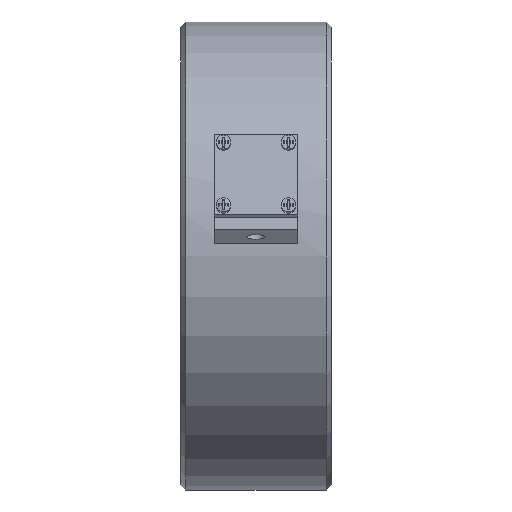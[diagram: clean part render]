
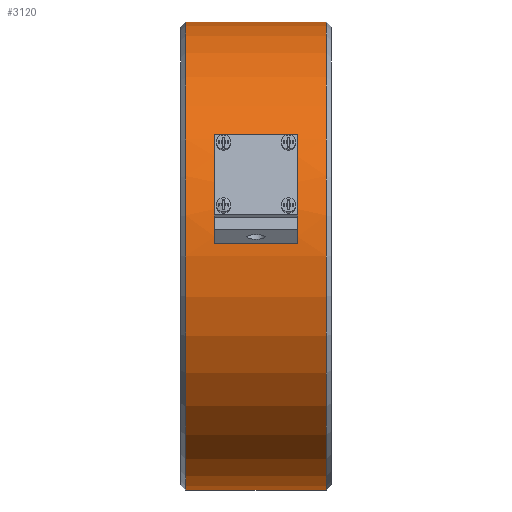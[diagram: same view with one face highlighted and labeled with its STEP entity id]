
A CAD part, left-side view. The second image highlights one B-rep face of the part: STEP entity #3120.
In plain terms, the highlighted cylindrical face has radius 90 mm (diameter 180 mm), a full revolution.
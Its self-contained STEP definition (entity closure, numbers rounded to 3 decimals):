
#99=FACE_BOUND('',#438,.T.);
#275=FACE_OUTER_BOUND('',#437,.T.);
#437=EDGE_LOOP('',(#2514,#2515,#2516,#2517,#2518,#2519));
#438=EDGE_LOOP('',(#2520,#2521,#2522,#2523));
#637=LINE('',#5275,#853);
#638=LINE('',#5280,#854);
#639=LINE('',#5283,#855);
#853=VECTOR('',#4310,90.);
#854=VECTOR('',#4313,1000.);
#855=VECTOR('',#4316,1000.);
#1234=CIRCLE('',#3520,90.);
#1235=CIRCLE('',#3521,90.);
#1238=CIRCLE('',#3525,90.);
#1239=CIRCLE('',#3526,90.);
#1240=CIRCLE('',#3527,90.);
#1241=CIRCLE('',#3528,90.);
#1476=VERTEX_POINT('',#5261);
#1477=VERTEX_POINT('',#5262);
#1480=VERTEX_POINT('',#5271);
#1481=VERTEX_POINT('',#5272);
#1482=VERTEX_POINT('',#5276);
#1483=VERTEX_POINT('',#5277);
#1484=VERTEX_POINT('',#5279);
#1485=VERTEX_POINT('',#5281);
#1886=EDGE_CURVE('',#1476,#1477,#1234,.T.);
#1887=EDGE_CURVE('',#1477,#1476,#1235,.T.);
#1891=EDGE_CURVE('',#1480,#1481,#1238,.T.);
#1892=EDGE_CURVE('',#1481,#1480,#1239,.T.);
#1893=EDGE_CURVE('',#1481,#1477,#637,.T.);
#1894=EDGE_CURVE('',#1482,#1483,#1240,.T.);
#1895=EDGE_CURVE('',#1483,#1484,#638,.T.);
#1896=EDGE_CURVE('',#1485,#1484,#1241,.T.);
#1897=EDGE_CURVE('',#1482,#1485,#639,.T.);
#2514=ORIENTED_EDGE('',*,*,#1891,.F.);
#2515=ORIENTED_EDGE('',*,*,#1892,.F.);
#2516=ORIENTED_EDGE('',*,*,#1893,.T.);
#2517=ORIENTED_EDGE('',*,*,#1887,.T.);
#2518=ORIENTED_EDGE('',*,*,#1886,.T.);
#2519=ORIENTED_EDGE('',*,*,#1893,.F.);
#2520=ORIENTED_EDGE('',*,*,#1894,.T.);
#2521=ORIENTED_EDGE('',*,*,#1895,.T.);
#2522=ORIENTED_EDGE('',*,*,#1896,.F.);
#2523=ORIENTED_EDGE('',*,*,#1897,.F.);
#3045=CYLINDRICAL_SURFACE('',#3524,90.);
#3120=ADVANCED_FACE('',(#275,#99),#3045,.T.);
#3520=AXIS2_PLACEMENT_3D('',#5263,#4295,#4296);
#3521=AXIS2_PLACEMENT_3D('',#5264,#4297,#4298);
#3524=AXIS2_PLACEMENT_3D('',#5270,#4304,#4305);
#3525=AXIS2_PLACEMENT_3D('',#5273,#4306,#4307);
#3526=AXIS2_PLACEMENT_3D('',#5274,#4308,#4309);
#3527=AXIS2_PLACEMENT_3D('',#5278,#4311,#4312);
#3528=AXIS2_PLACEMENT_3D('',#5282,#4314,#4315);
#4295=DIRECTION('center_axis',(0.,-1.,0.));
#4296=DIRECTION('ref_axis',(0.,0.,-1.));
#4297=DIRECTION('center_axis',(0.,-1.,0.));
#4298=DIRECTION('ref_axis',(0.,0.,-1.));
#4304=DIRECTION('center_axis',(0.,-1.,0.));
#4305=DIRECTION('ref_axis',(0.,0.,-1.));
#4306=DIRECTION('center_axis',(0.,-1.,0.));
#4307=DIRECTION('ref_axis',(0.,0.,-1.));
#4308=DIRECTION('center_axis',(0.,-1.,0.));
#4309=DIRECTION('ref_axis',(0.,0.,-1.));
#4310=DIRECTION('',(0.,1.,0.));
#4311=DIRECTION('center_axis',(0.,1.,0.));
#4312=DIRECTION('ref_axis',(0.,0.,1.));
#4313=DIRECTION('',(0.,-1.,0.));
#4314=DIRECTION('center_axis',(0.,1.,0.));
#4315=DIRECTION('ref_axis',(0.,0.,1.));
#4316=DIRECTION('',(0.,-1.,0.));
#5261=CARTESIAN_POINT('',(0.,56.,-90.));
#5262=CARTESIAN_POINT('',(0.,56.,90.));
#5263=CARTESIAN_POINT('Origin',(0.,56.,0.));
#5264=CARTESIAN_POINT('Origin',(0.,56.,0.));
#5270=CARTESIAN_POINT('Origin',(0.,1.5,0.));
#5271=CARTESIAN_POINT('',(0.,2.,-90.));
#5272=CARTESIAN_POINT('',(0.,2.,90.));
#5273=CARTESIAN_POINT('Origin',(0.,2.,0.));
#5274=CARTESIAN_POINT('Origin',(0.,2.,0.));
#5275=CARTESIAN_POINT('',(0.,1.5,90.));
#5276=CARTESIAN_POINT('',(-89.69,45.,7.468));
#5277=CARTESIAN_POINT('',(-81.407,45.,38.377));
#5278=CARTESIAN_POINT('Origin',(0.,45.,0.));
#5279=CARTESIAN_POINT('',(-81.407,13.,38.377));
#5280=CARTESIAN_POINT('',(-81.407,45.,38.377));
#5281=CARTESIAN_POINT('',(-89.69,13.,7.468));
#5282=CARTESIAN_POINT('Origin',(0.,13.,0.));
#5283=CARTESIAN_POINT('',(-89.69,45.,7.468));
